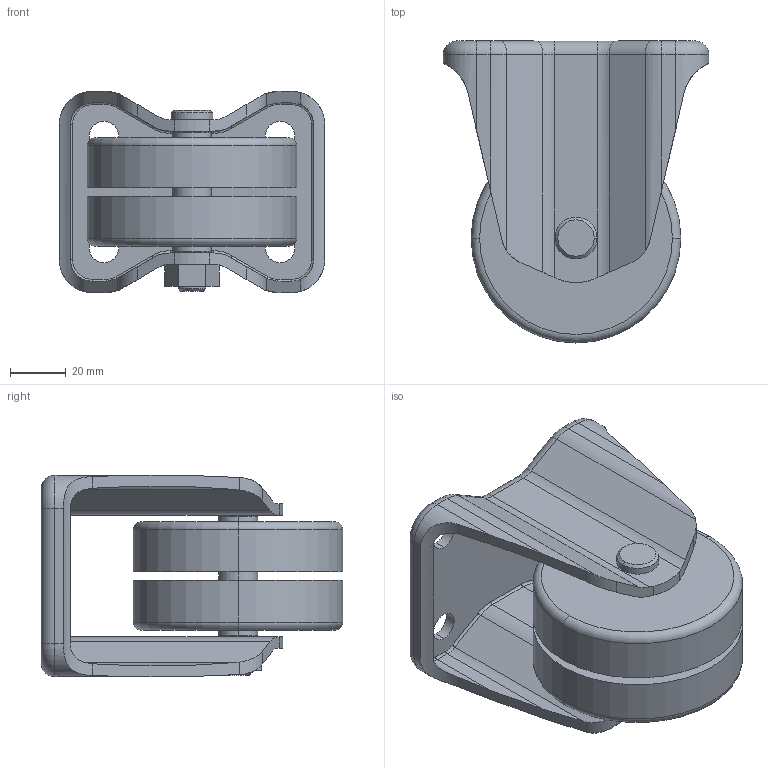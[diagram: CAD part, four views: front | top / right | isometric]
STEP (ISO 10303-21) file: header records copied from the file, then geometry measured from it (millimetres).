
FILE_DESCRIPTION (( 'STEP AP203' ), '1' );
FILE_NAME ('sone3D.STEP', '2013-12-12T06:33:00', ( '' ), ( '' ), 'SwSTEP 2.0', 'SolidWorks 2012', '' );
FILE_SCHEMA (( 'CONFIG_CONTROL_DESIGN' ));
Length unit declared in the file: millimetre
Products named in the file (1): sone3D
Bounding box: 95 x 108 x 72 mm (x, y, z)
Volume: 230209.4 mm3; surface area: 62783.4 mm2
Topology: 1 solids, 1 shells, 164 faces, 406 edges, 252 vertices
Faces by surface type: cylinder 82, plane 50, torus 28, cone 4
Entity records: 5115 total; most frequent: CARTESIAN_POINT 1127, DIRECTION 852, ORIENTED_EDGE 812, EDGE_CURVE 406, AXIS2_PLACEMENT_3D 329, VERTEX_POINT 252, LINE 194, VECTOR 194
